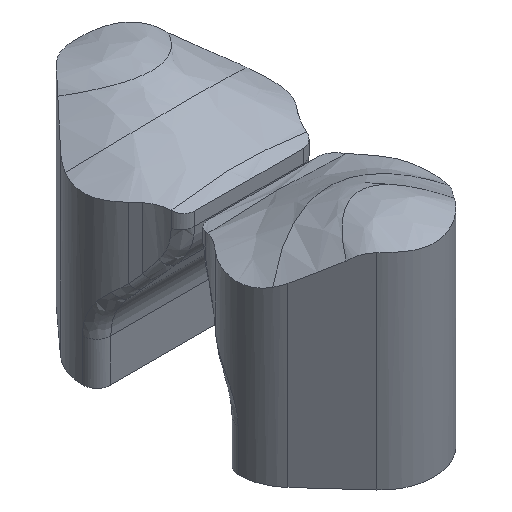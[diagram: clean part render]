
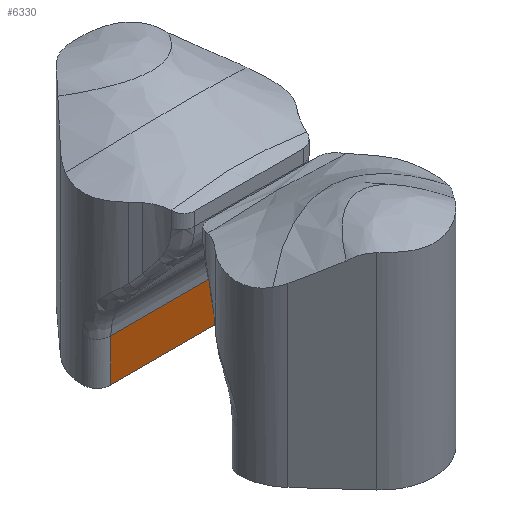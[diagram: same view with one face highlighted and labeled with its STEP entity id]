
A CAD part, isometric view. The second image highlights one B-rep face of the part: STEP entity #6330.
In plain terms, the highlighted planar face has unit normal (0, -1, 0).
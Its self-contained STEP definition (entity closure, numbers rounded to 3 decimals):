
#4742 = VERTEX_POINT('',#4743);
#4743 = CARTESIAN_POINT('',(5.776,4.5,0.8));
#4750 = EDGE_CURVE('',#4751,#4742,#4753,.T.);
#4751 = VERTEX_POINT('',#4752);
#4752 = CARTESIAN_POINT('',(-5.776,4.5,0.8));
#4753 = LINE('',#4754,#4755);
#4754 = CARTESIAN_POINT('',(-2.251,4.5,0.8));
#4755 = VECTOR('',#4756,1.);
#4756 = DIRECTION('',(1.,0.,0.));
#4808 = VERTEX_POINT('',#4809);
#4809 = CARTESIAN_POINT('',(5.776,4.5,3.811));
#4815 = EDGE_CURVE('',#4808,#4742,#4816,.T.);
#4816 = LINE('',#4817,#4818);
#4817 = CARTESIAN_POINT('',(5.776,4.5,3.811));
#4818 = VECTOR('',#4819,1.);
#4819 = DIRECTION('',(-0.,-0.,-1.));
#6330 = ADVANCED_FACE('',(#6331),#6349,.T.);
#6331 = FACE_BOUND('',#6332,.F.);
#6332 = EDGE_LOOP('',(#6333,#6334,#6342,#6348));
#6333 = ORIENTED_EDGE('',*,*,#4750,.F.);
#6334 = ORIENTED_EDGE('',*,*,#6335,.F.);
#6335 = EDGE_CURVE('',#6336,#4751,#6338,.T.);
#6336 = VERTEX_POINT('',#6337);
#6337 = CARTESIAN_POINT('',(-5.776,4.5,3.811));
#6338 = LINE('',#6339,#6340);
#6339 = CARTESIAN_POINT('',(-5.776,4.5,3.811));
#6340 = VECTOR('',#6341,1.);
#6341 = DIRECTION('',(-0.,-0.,-1.));
#6342 = ORIENTED_EDGE('',*,*,#6343,.T.);
#6343 = EDGE_CURVE('',#6336,#4808,#6344,.T.);
#6344 = LINE('',#6345,#6346);
#6345 = CARTESIAN_POINT('',(-10.,4.5,3.811));
#6346 = VECTOR('',#6347,1.);
#6347 = DIRECTION('',(1.,0.,0.));
#6348 = ORIENTED_EDGE('',*,*,#4815,.T.);
#6349 = PLANE('',#6350);
#6350 = AXIS2_PLACEMENT_3D('',#6351,#6352,#6353);
#6351 = CARTESIAN_POINT('',(-10.,4.5,3.811));
#6352 = DIRECTION('',(0.,-1.,0.));
#6353 = DIRECTION('',(0.,0.,1.));
